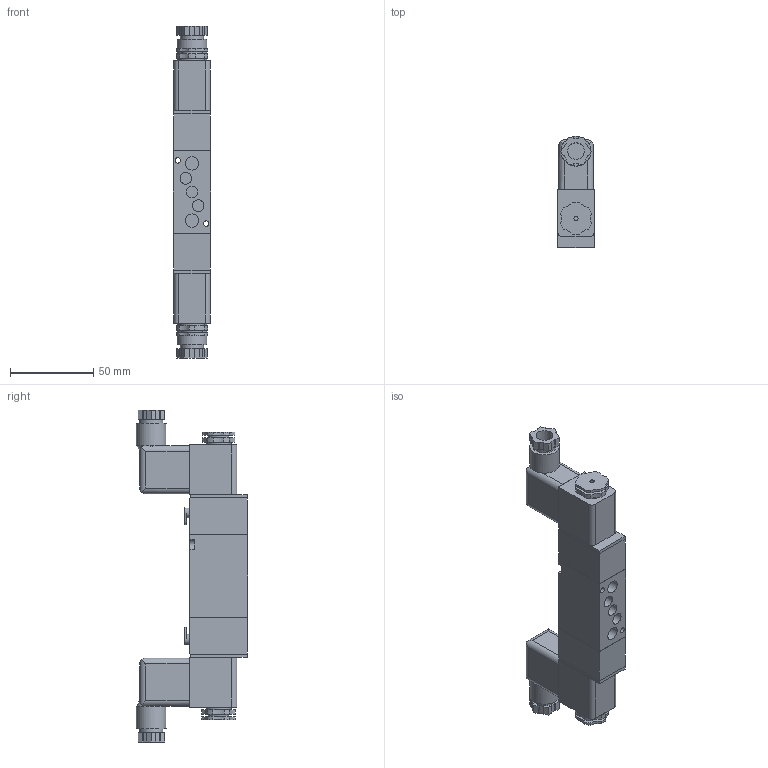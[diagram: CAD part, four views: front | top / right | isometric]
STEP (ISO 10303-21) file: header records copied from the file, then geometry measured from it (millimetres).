
FILE_DESCRIPTION( ( 'STEP AP203' ), '1' );
FILE_NAME( 'MVSC-220M-4E2--8A-AC220.stp', '2020-06-23T09:08:53', ( 'License CC BY-ND 4.0' ), ( 'CADENAS' ), ' ', 'PARTsolutions', ' ' );
FILE_SCHEMA( ( 'CONFIG_CONTROL_DESIGN' ) );
Length unit declared in the file: millimetre
Products named in the file (1): _MVSC-220M-4E2--8A-AC220
Bounding box: 22.3 x 67 x 200 mm (x, y, z)
Volume: 155569 mm3; surface area: 32516.2 mm2
Topology: 1 solids, 1 shells, 282 faces, 722 edges, 477 vertices
Faces by surface type: plane 183, cylinder 95, cone 2, torus 2
Full cylindrical faces by diameter (mm): 2.5 x2, 3.2 x2, 5.6 x2, 6 x2, 7 x5, 8 x2, 10 x2, 14 x2, 15 x2, 18 x2
Entity records: 8542 total; most frequent: CARTESIAN_POINT 1589, DIRECTION 1452, ORIENTED_EDGE 1380, EDGE_CURVE 690, AXIS2_PLACEMENT_3D 485, LINE 482, VECTOR 482, VERTEX_POINT 470
